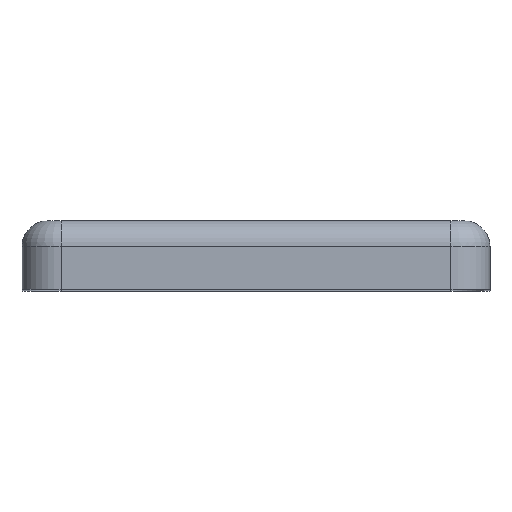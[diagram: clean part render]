
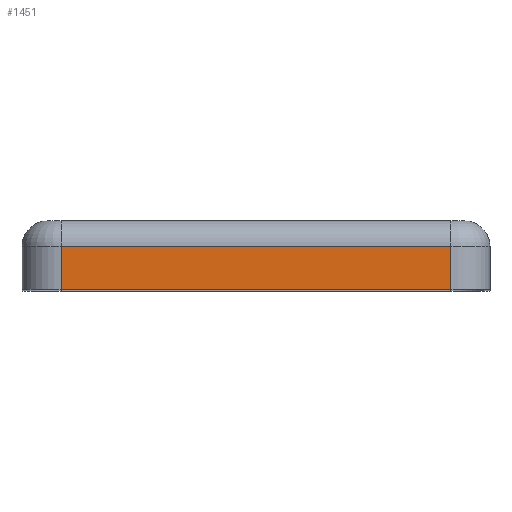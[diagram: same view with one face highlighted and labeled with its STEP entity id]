
A CAD part, top view. The second image highlights one B-rep face of the part: STEP entity #1451.
In plain terms, the highlighted planar face has unit normal (0, 0, 1).
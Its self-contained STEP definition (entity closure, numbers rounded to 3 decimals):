
#11 = VECTOR ( 'NONE', #1517, 1000. ) ;
#22 = CARTESIAN_POINT ( 'NONE',  ( -9.95, -3.2, 23.95 ) ) ;
#63 = LINE ( 'NONE', #1948, #902 ) ;
#358 = LINE ( 'NONE', #1050, #1947 ) ;
#419 = VERTEX_POINT ( 'NONE', #22 ) ;
#442 = FACE_OUTER_BOUND ( 'NONE', #1661, .T. ) ;
#453 = EDGE_CURVE ( 'NONE', #2186, #419, #1509, .T. ) ;
#468 = CARTESIAN_POINT ( 'NONE',  ( 9.95, -3.2, 23.95 ) ) ;
#526 = LINE ( 'NONE', #889, #11 ) ;
#640 = EDGE_CURVE ( 'NONE', #2567, #419, #358, .T. ) ;
#665 = CARTESIAN_POINT ( 'NONE',  ( -9.95, 0.3, 23.95 ) ) ;
#694 = VERTEX_POINT ( 'NONE', #2664 ) ;
#889 = CARTESIAN_POINT ( 'NONE',  ( 9.95, 0.3, 23.95 ) ) ;
#902 = VECTOR ( 'NONE', #2170, 1000. ) ;
#953 = DIRECTION ( 'NONE',  ( 0., -1., 0. ) ) ;
#976 = ORIENTED_EDGE ( 'NONE', *, *, #453, .T. ) ;
#1050 = CARTESIAN_POINT ( 'NONE',  ( 9.95, -3.2, 23.95 ) ) ;
#1095 = DIRECTION ( 'NONE',  ( 0., 0., 1. ) ) ;
#1130 = EDGE_CURVE ( 'NONE', #694, #2567, #526, .T. ) ;
#1284 = CARTESIAN_POINT ( 'NONE',  ( 9.95, 0.3, 23.95 ) ) ;
#1402 = CARTESIAN_POINT ( 'NONE',  ( -9.95, -1., 23.95 ) ) ;
#1442 = VECTOR ( 'NONE', #953, 1000. ) ;
#1451 = ADVANCED_FACE ( 'NONE', ( #442 ), #2105, .T. ) ;
#1509 = LINE ( 'NONE', #665, #1442 ) ;
#1517 = DIRECTION ( 'NONE',  ( 0., -1., 0. ) ) ;
#1624 = DIRECTION ( 'NONE',  ( -1., 0., 0. ) ) ;
#1661 = EDGE_LOOP ( 'NONE', ( #2364, #1662, #2064, #976 ) ) ;
#1662 = ORIENTED_EDGE ( 'NONE', *, *, #1130, .F. ) ;
#1675 = EDGE_CURVE ( 'NONE', #694, #2186, #63, .T. ) ;
#1742 = AXIS2_PLACEMENT_3D ( 'NONE', #1284, #1095, #2538 ) ;
#1947 = VECTOR ( 'NONE', #1624, 1000. ) ;
#1948 = CARTESIAN_POINT ( 'NONE',  ( 9.95, -1., 23.95 ) ) ;
#2064 = ORIENTED_EDGE ( 'NONE', *, *, #1675, .T. ) ;
#2105 = PLANE ( 'NONE',  #1742 ) ;
#2170 = DIRECTION ( 'NONE',  ( -1., 0., 0. ) ) ;
#2186 = VERTEX_POINT ( 'NONE', #1402 ) ;
#2364 = ORIENTED_EDGE ( 'NONE', *, *, #640, .F. ) ;
#2538 = DIRECTION ( 'NONE',  ( -1., 0., 0. ) ) ;
#2567 = VERTEX_POINT ( 'NONE', #468 ) ;
#2664 = CARTESIAN_POINT ( 'NONE',  ( 9.95, -1., 23.95 ) ) ;
